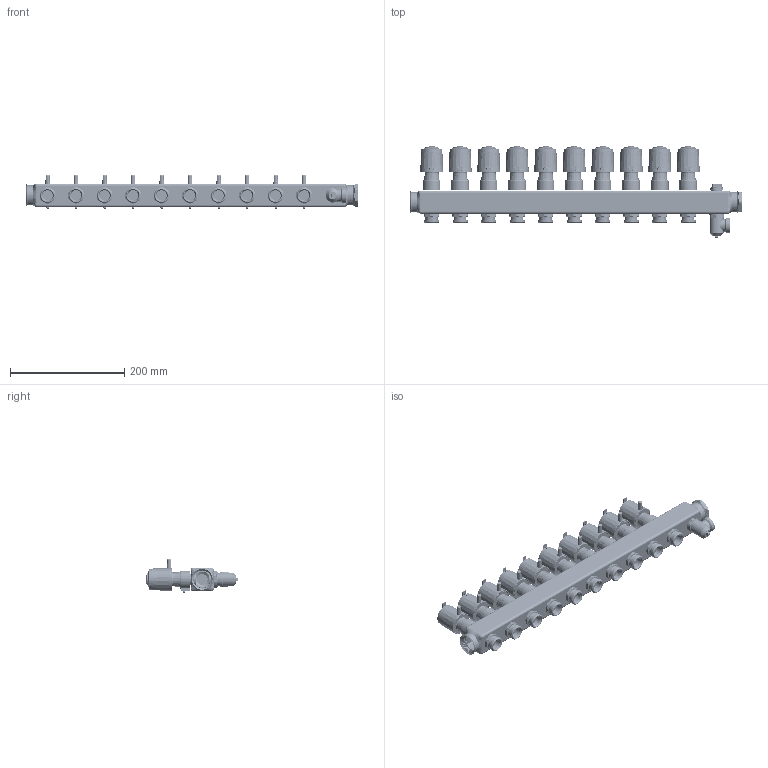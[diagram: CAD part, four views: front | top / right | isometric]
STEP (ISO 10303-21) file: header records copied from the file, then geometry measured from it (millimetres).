
FILE_DESCRIPTION((''),'2;1');
FILE_NAME('ASM0001_ASM','2021-08-23T11:55:22',('U240466'),('Danfoss'),'CREO PARAMETRIC BY PTC INC, 2020342','CREO PARAMETRIC BY PTC INC, 2020342','');
FILE_SCHEMA(('CONFIG_CONTROL_DESIGN'));
Length unit declared in the file: millimetre
Products named in the file (13): TWA_RA_SHRINKWRAP_1_1; TWA_RA_SHRINKWRAP_1_2; TWA_RA_SHRINKWRAP_1_ASM; BIV-JIETOU_1; SSM_MANIFOLD_10L_1; 088U7086_1_1; 088U7086_1_2; 088U7086_1_ASM; 088U7016_PROP_1; 088U7022_1; SSM_PLUG_ASM_1_ASM; SSMANIFOLD_RETURN_10L_ASM_1_ASM; ASM0001_ASM
Assembly tree (30 placements, depth 4):
  ASM0001_ASM
    SSMANIFOLD_RETURN_10L_ASM_1_ASM
      TWA_RA_SHRINKWRAP_1_ASM  x10
        TWA_RA_SHRINKWRAP_1_1
        TWA_RA_SHRINKWRAP_1_2
      BIV-JIETOU_1  x10
      SSM_MANIFOLD_10L_1
      088U7086_1_ASM
        088U7086_1_1
        088U7086_1_2
      SSM_PLUG_ASM_1_ASM
        088U7016_PROP_1
        088U7022_1
Bounding box: 582.3 x 160.35 x 58.15 mm (x, y, z)
Volume: 538278.1 mm3; surface area: 569369.2 mm2
Topology: 35 solids, 42 shells, 9803 faces, 28619 edges, 18787 vertices
Faces by surface type: plane 3544, cylinder 2569, cone 2054, torus 1037, bspline 477, sphere 102, extrusion 20
Entity records: 132731 total; most frequent: CARTESIAN_POINT 86104, ORIENTED_EDGE 10546, DIRECTION 8750, EDGE_CURVE 5275, AXIS2_PLACEMENT_3D 3630, VERTEX_POINT 3442, EDGE_LOOP 2051, FACE_OUTER_BOUND 1901
